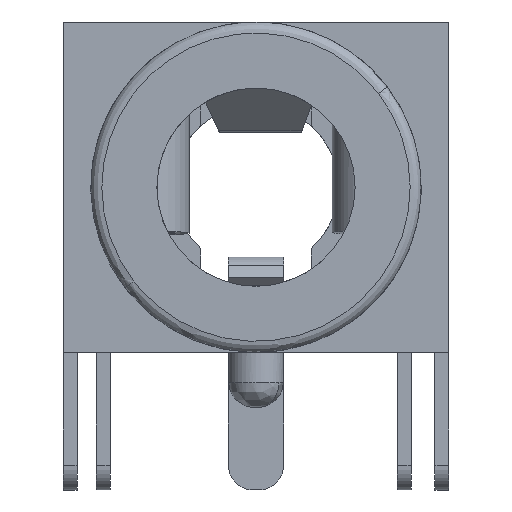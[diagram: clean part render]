
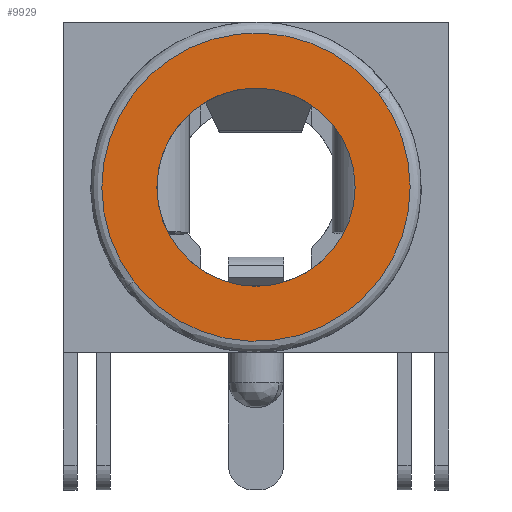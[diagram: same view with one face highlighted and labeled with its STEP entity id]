
A CAD part, left-side view. The second image highlights one B-rep face of the part: STEP entity #9929.
In plain terms, the highlighted planar face has unit normal (-1, 0, 0).
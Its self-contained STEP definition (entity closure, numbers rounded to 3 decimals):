
#9027=CARTESIAN_POINT('',(-2.5,-1.8,3.));
#9028=VERTEX_POINT('',#9027);
#9035=CARTESIAN_POINT('',(-2.5,0.,3.));
#9036=DIRECTION('',(1.,-0.,0.));
#9037=DIRECTION('',(-0.,-1.,0.));
#9038=AXIS2_PLACEMENT_3D('',#9035,#9036,#9037);
#9039=CIRCLE('',#9038,1.8);
#9040=EDGE_CURVE('',#9028,#9028,#9039,.T.);
#9274=CARTESIAN_POINT('',(-2.5,-2.222,4.704));
#9275=VERTEX_POINT('',#9274);
#9284=CARTESIAN_POINT('',(-2.5,2.222,1.296));
#9285=VERTEX_POINT('',#9284);
#9293=CARTESIAN_POINT('',(-2.5,2.222,1.296));
#9294=CARTESIAN_POINT('',(-2.5,2.39,1.515));
#9295=CARTESIAN_POINT('',(-2.5,2.512,1.763));
#9296=CARTESIAN_POINT('',(-2.5,2.634,2.011));
#9297=CARTESIAN_POINT('',(-2.5,2.705,2.276));
#9298=CARTESIAN_POINT('',(-2.5,2.776,2.543));
#9299=CARTESIAN_POINT('',(-2.5,2.794,2.818));
#9300=CARTESIAN_POINT('',(-2.5,2.812,3.094));
#9301=CARTESIAN_POINT('',(-2.5,2.776,3.367));
#9302=CARTESIAN_POINT('',(-2.5,2.74,3.64));
#9303=CARTESIAN_POINT('',(-2.5,2.651,3.901));
#9304=CARTESIAN_POINT('',(-2.5,2.562,4.164));
#9305=CARTESIAN_POINT('',(-2.5,2.424,4.401));
#9306=CARTESIAN_POINT('',(-2.5,2.287,4.639));
#9307=CARTESIAN_POINT('',(-2.5,2.104,4.847));
#9308=CARTESIAN_POINT('',(-2.5,1.921,5.055));
#9309=CARTESIAN_POINT('',(-2.5,1.704,5.222));
#9310=CARTESIAN_POINT('',(-2.5,1.485,5.39));
#9311=CARTESIAN_POINT('',(-2.5,1.237,5.512));
#9312=CARTESIAN_POINT('',(-2.5,0.989,5.634));
#9313=CARTESIAN_POINT('',(-2.5,0.724,5.705));
#9314=CARTESIAN_POINT('',(-2.5,0.457,5.776));
#9315=CARTESIAN_POINT('',(-2.5,0.182,5.794));
#9316=CARTESIAN_POINT('',(-2.5,-0.094,5.812));
#9317=CARTESIAN_POINT('',(-2.5,-0.367,5.776));
#9318=CARTESIAN_POINT('',(-2.5,-0.64,5.74));
#9319=CARTESIAN_POINT('',(-2.5,-0.901,5.651));
#9320=CARTESIAN_POINT('',(-2.5,-1.164,5.562));
#9321=CARTESIAN_POINT('',(-2.5,-1.401,5.424));
#9322=CARTESIAN_POINT('',(-2.5,-1.639,5.287));
#9323=CARTESIAN_POINT('',(-2.5,-1.847,5.104));
#9324=CARTESIAN_POINT('',(-2.5,-2.055,4.922));
#9325=CARTESIAN_POINT('',(-2.5,-2.222,4.704));
#9326=B_SPLINE_CURVE_WITH_KNOTS('',2,(#9293,#9294,#9295,#9296,#9297,#9298,#9299,#9300,#9301,#9302,#9303,#9304,#9305,#9306,#9307,#9308,#9309,#9310,#9311,#9312,#9313,#9314,#9315,#9316,#9317,#9318,
#9319,#9320,#9321,#9322,#9323,#9324,#9325),.UNSPECIFIED.,.F.,.F.,(3,2,2,2,2,2,2,2,2,2,2,2,2,2,2,2,3),(0.,0.063,0.125,0.188,0.25,0.313,0.375,0.438,0.5,0.563,0.625,0.688,0.75,0.813,0.875,0.938,1.),.UNSPECIFIED.);
#9327=EDGE_CURVE('',#9285,#9275,#9326,.T.);
#9377=CARTESIAN_POINT('',(-2.5,-2.222,4.704));
#9378=CARTESIAN_POINT('',(-2.5,-2.39,4.485));
#9379=CARTESIAN_POINT('',(-2.5,-2.512,4.237));
#9380=CARTESIAN_POINT('',(-2.5,-2.634,3.989));
#9381=CARTESIAN_POINT('',(-2.5,-2.705,3.724));
#9382=CARTESIAN_POINT('',(-2.5,-2.776,3.457));
#9383=CARTESIAN_POINT('',(-2.5,-2.794,3.182));
#9384=CARTESIAN_POINT('',(-2.5,-2.812,2.906));
#9385=CARTESIAN_POINT('',(-2.5,-2.776,2.633));
#9386=CARTESIAN_POINT('',(-2.5,-2.74,2.36));
#9387=CARTESIAN_POINT('',(-2.5,-2.651,2.099));
#9388=CARTESIAN_POINT('',(-2.5,-2.562,1.836));
#9389=CARTESIAN_POINT('',(-2.5,-2.424,1.599));
#9390=CARTESIAN_POINT('',(-2.5,-2.287,1.361));
#9391=CARTESIAN_POINT('',(-2.5,-2.104,1.153));
#9392=CARTESIAN_POINT('',(-2.5,-1.921,0.945));
#9393=CARTESIAN_POINT('',(-2.5,-1.704,0.778));
#9394=CARTESIAN_POINT('',(-2.5,-1.485,0.61));
#9395=CARTESIAN_POINT('',(-2.5,-1.237,0.488));
#9396=CARTESIAN_POINT('',(-2.5,-0.988,0.366));
#9397=CARTESIAN_POINT('',(-2.5,-0.724,0.295));
#9398=CARTESIAN_POINT('',(-2.5,-0.457,0.224));
#9399=CARTESIAN_POINT('',(-2.5,-0.182,0.206));
#9400=CARTESIAN_POINT('',(-2.5,0.095,0.188));
#9401=CARTESIAN_POINT('',(-2.5,0.367,0.224));
#9402=CARTESIAN_POINT('',(-2.5,0.64,0.26));
#9403=CARTESIAN_POINT('',(-2.5,0.901,0.349));
#9404=CARTESIAN_POINT('',(-2.5,1.164,0.438));
#9405=CARTESIAN_POINT('',(-2.5,1.401,0.576));
#9406=CARTESIAN_POINT('',(-2.5,1.64,0.714));
#9407=CARTESIAN_POINT('',(-2.5,1.847,0.896));
#9408=CARTESIAN_POINT('',(-2.5,2.055,1.078));
#9409=CARTESIAN_POINT('',(-2.5,2.222,1.296));
#9410=B_SPLINE_CURVE_WITH_KNOTS('',2,(#9377,#9378,#9379,#9380,#9381,#9382,#9383,#9384,#9385,#9386,#9387,#9388,#9389,#9390,#9391,#9392,#9393,#9394,#9395,#9396,#9397,#9398,#9399,#9400,#9401,#9402,
#9403,#9404,#9405,#9406,#9407,#9408,#9409),.UNSPECIFIED.,.F.,.F.,(3,2,2,2,2,2,2,2,2,2,2,2,2,2,2,2,3),(0.,0.063,0.125,0.188,0.25,0.313,0.375,0.438,0.5,0.563,0.625,0.688,0.75,0.813,0.875,0.938,1.),.UNSPECIFIED.);
#9411=EDGE_CURVE('',#9275,#9285,#9410,.T.);
#9917=CARTESIAN_POINT('',(-2.5,-0.529,7.004));
#9918=DIRECTION('',(-1.,0.,0.));
#9919=DIRECTION('',(0.,0.794,-0.608));
#9920=AXIS2_PLACEMENT_3D('',#9917,#9918,#9919);
#9921=PLANE('',#9920);
#9922=ORIENTED_EDGE('',*,*,#9040,.T.);
#9923=EDGE_LOOP('',(#9922));
#9924=FACE_BOUND('',#9923,.T.);
#9925=ORIENTED_EDGE('',*,*,#9411,.F.);
#9926=ORIENTED_EDGE('',*,*,#9327,.F.);
#9927=EDGE_LOOP('',(#9925,#9926));
#9928=FACE_BOUND('',#9927,.T.);
#9929=ADVANCED_FACE('',(#9924,#9928),#9921,.T.);
